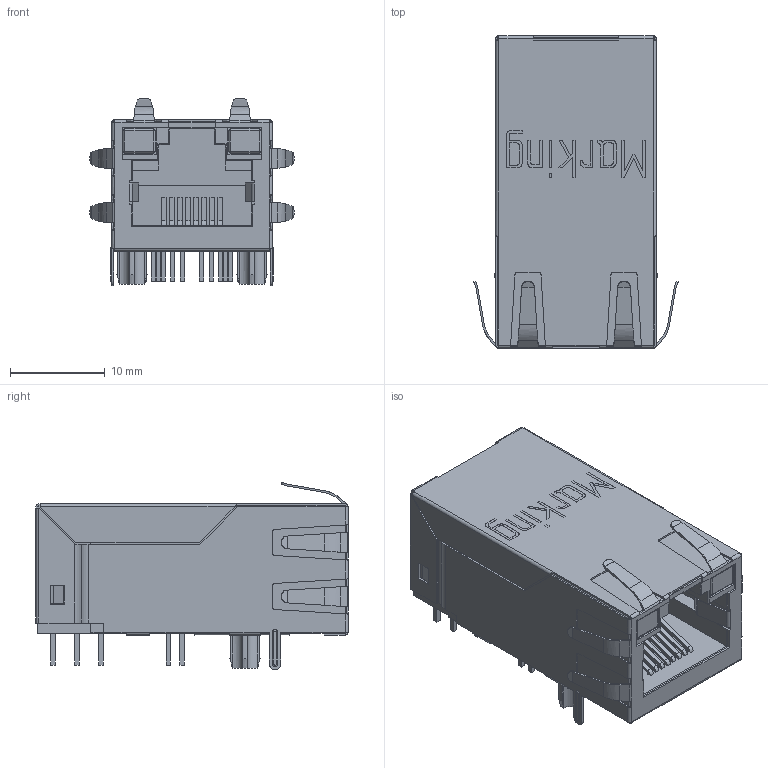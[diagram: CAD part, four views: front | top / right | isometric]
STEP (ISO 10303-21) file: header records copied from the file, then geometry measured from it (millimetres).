
FILE_DESCRIPTION(/* description */ ('Unknown'),/* implementation_level */ '2;1');
FILE_NAME(/* name */ 'T_Wurth_WE-RJ45LAN_10G_7499811420',/* time_stamp */ '2025-08-21T10:18:36+08:00',/* author */ ('Unknown'),/* organization */ ('Unknown'),/* preprocessor_version */ 'ST-DEVELOPER v19.4',/* originating_system */ 'Solid Edge',/* authorisation */ 'Unknown');
FILE_SCHEMA (('AUTOMOTIVE_DESIGN {1 0 10303 214 3 1 1}'));
Length unit declared in the file: millimetre
Products named in the file (2): T_Wurth_WE-RJ45LAN_10G_7499811420
Assembly tree (1 placements, depth 2):
  T_Wurth_WE-RJ45LAN_10G_7499811420
    T_Wurth_WE-RJ45LAN_10G_7499811420
Bounding box: 21.6 x 33.02 x 19.85 mm (x, y, z)
Volume: 6427.7 mm3; surface area: 4146.4 mm2
Topology: 1 solids, 1 shells, 856 faces, 2224 edges, 1394 vertices
Faces by surface type: plane 587, cylinder 189, bspline 40, cone 20, sphere 12, torus 8
Entity records: 32492 total; most frequent: CARTESIAN_POINT 6018, ORIENTED_EDGE 4424, DIRECTION 3909, EDGE_CURVE 2212, LINE 1573, VECTOR 1573, VERTEX_POINT 1394, AXIS2_PLACEMENT_3D 1168
